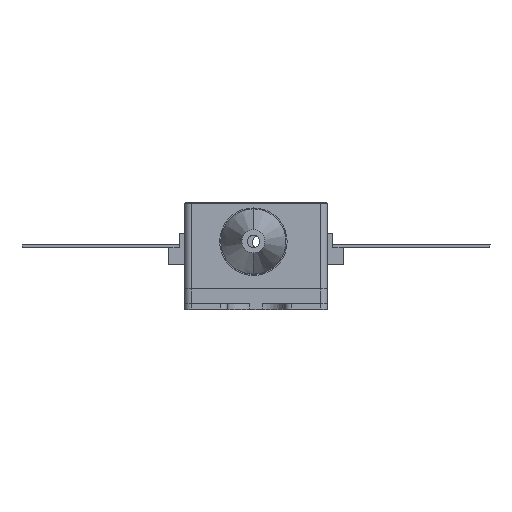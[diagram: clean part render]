
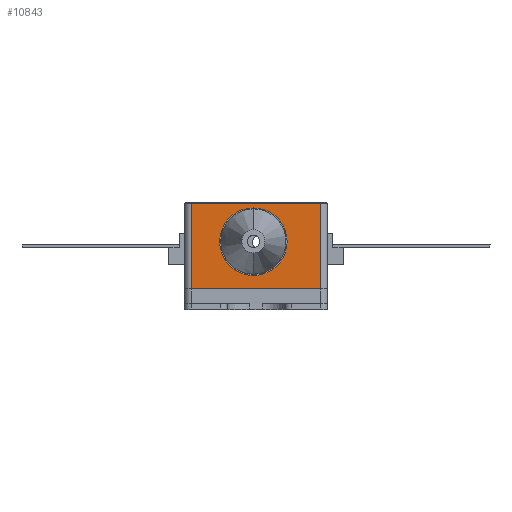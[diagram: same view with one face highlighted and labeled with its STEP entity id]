
A CAD part, top view. The second image highlights one B-rep face of the part: STEP entity #10843.
In plain terms, the highlighted planar face has unit normal (0, 0, 1).
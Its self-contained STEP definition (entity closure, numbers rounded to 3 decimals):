
#36 = VERTEX_POINT ( 'NONE', #6449 ) ;
#48 = ORIENTED_EDGE ( 'NONE', *, *, #5447, .F. ) ;
#176 = ORIENTED_EDGE ( 'NONE', *, *, #6354, .T. ) ;
#836 = CARTESIAN_POINT ( 'NONE',  ( -56.202, 29.003, 15.314 ) ) ;
#1478 = AXIS2_PLACEMENT_3D ( 'NONE', #12671, #15860, #6318 ) ;
#1759 = DIRECTION ( 'NONE',  ( 0., 0., 1. ) ) ;
#2118 = AXIS2_PLACEMENT_3D ( 'NONE', #16459, #4102, #19920 ) ;
#2170 = CARTESIAN_POINT ( 'NONE',  ( -56.202, 36.603, 15.314 ) ) ;
#2696 = VERTEX_POINT ( 'NONE', #2170 ) ;
#3016 = PLANE ( 'NONE',  #1478 ) ;
#3050 = CARTESIAN_POINT ( 'NONE',  ( -52.274, 33.203, 15.314 ) ) ;
#3095 = VECTOR ( 'NONE', #12176, 1000. ) ;
#3339 = CARTESIAN_POINT ( 'NONE',  ( -50.686, 33.203, 15.314 ) ) ;
#4102 = DIRECTION ( 'NONE',  ( 0., 0., 1. ) ) ;
#4243 = ORIENTED_EDGE ( 'NONE', *, *, #19414, .T. ) ;
#4634 = EDGE_LOOP ( 'NONE', ( #48, #9062 ) ) ;
#4766 = ORIENTED_EDGE ( 'NONE', *, *, #7719, .T. ) ;
#5447 = EDGE_CURVE ( 'NONE', #36, #17466, #18058, .T. ) ;
#5778 = FACE_OUTER_BOUND ( 'NONE', #11540, .T. ) ;
#6318 = DIRECTION ( 'NONE',  ( 1., 0., 0. ) ) ;
#6354 = EDGE_CURVE ( 'NONE', #11609, #8080, #10431, .T. ) ;
#6449 = CARTESIAN_POINT ( 'NONE',  ( -49.099, 33.203, 15.314 ) ) ;
#6892 = VECTOR ( 'NONE', #16558, 1000. ) ;
#7719 = EDGE_CURVE ( 'NONE', #8080, #2696, #18285, .T. ) ;
#7721 = CARTESIAN_POINT ( 'NONE',  ( -56.202, 29.003, 15.314 ) ) ;
#8080 = VERTEX_POINT ( 'NONE', #14185 ) ;
#9062 = ORIENTED_EDGE ( 'NONE', *, *, #20632, .F. ) ;
#9114 = CIRCLE ( 'NONE', #15266, 1.587 ) ;
#9882 = LINE ( 'NONE', #836, #14377 ) ;
#10431 = LINE ( 'NONE', #11820, #6892 ) ;
#10843 = ADVANCED_FACE ( 'NONE', ( #16978, #5778 ), #3016, .T. ) ;
#11249 = ORIENTED_EDGE ( 'NONE', *, *, #18946, .T. ) ;
#11261 = CARTESIAN_POINT ( 'NONE',  ( -44.702, 29.003, 15.314 ) ) ;
#11540 = EDGE_LOOP ( 'NONE', ( #4766, #11249, #4243, #176 ) ) ;
#11609 = VERTEX_POINT ( 'NONE', #11261 ) ;
#11820 = CARTESIAN_POINT ( 'NONE',  ( -44.702, 36.603, 15.314 ) ) ;
#11996 = DIRECTION ( 'NONE',  ( 0., -1., 0. ) ) ;
#12176 = DIRECTION ( 'NONE',  ( 1., 0., 0. ) ) ;
#12671 = CARTESIAN_POINT ( 'NONE',  ( -56.802, 29.003, 15.314 ) ) ;
#13636 = CARTESIAN_POINT ( 'NONE',  ( -56.802, 29.003, 15.314 ) ) ;
#14185 = CARTESIAN_POINT ( 'NONE',  ( -44.702, 36.603, 15.314 ) ) ;
#14318 = VECTOR ( 'NONE', #19628, 1000. ) ;
#14377 = VECTOR ( 'NONE', #11996, 1000. ) ;
#14475 = VERTEX_POINT ( 'NONE', #7721 ) ;
#14829 = LINE ( 'NONE', #13636, #3095 ) ;
#15266 = AXIS2_PLACEMENT_3D ( 'NONE', #3339, #1759, #16020 ) ;
#15860 = DIRECTION ( 'NONE',  ( 0., 0., 1. ) ) ;
#16020 = DIRECTION ( 'NONE',  ( 1., 0., 0. ) ) ;
#16459 = CARTESIAN_POINT ( 'NONE',  ( -50.686, 33.203, 15.314 ) ) ;
#16558 = DIRECTION ( 'NONE',  ( 0., 1., 0. ) ) ;
#16978 = FACE_BOUND ( 'NONE', #4634, .T. ) ;
#17466 = VERTEX_POINT ( 'NONE', #3050 ) ;
#18058 = CIRCLE ( 'NONE', #2118, 1.587 ) ;
#18285 = LINE ( 'NONE', #19703, #14318 ) ;
#18946 = EDGE_CURVE ( 'NONE', #2696, #14475, #9882, .T. ) ;
#19414 = EDGE_CURVE ( 'NONE', #14475, #11609, #14829, .T. ) ;
#19628 = DIRECTION ( 'NONE',  ( -1., 0., 0. ) ) ;
#19703 = CARTESIAN_POINT ( 'NONE',  ( -56.802, 36.603, 15.314 ) ) ;
#19920 = DIRECTION ( 'NONE',  ( 1., 0., 0. ) ) ;
#20632 = EDGE_CURVE ( 'NONE', #17466, #36, #9114, .T. ) ;
